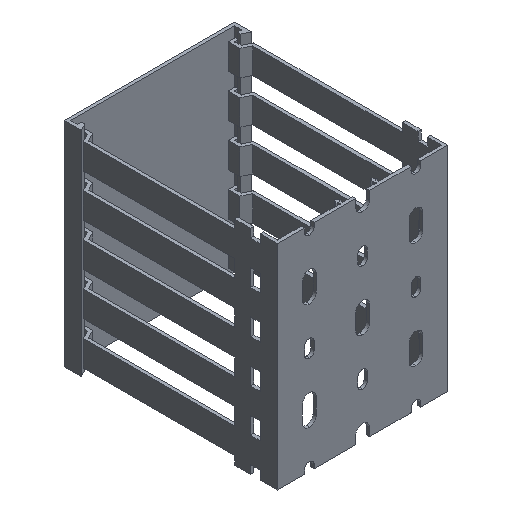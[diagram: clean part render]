
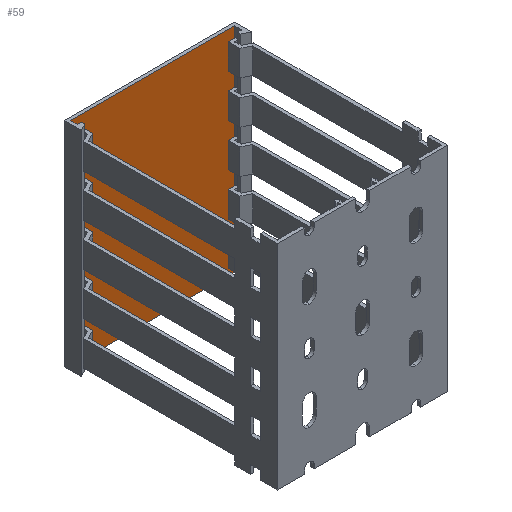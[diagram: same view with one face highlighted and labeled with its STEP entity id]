
A CAD part, isometric view. The second image highlights one B-rep face of the part: STEP entity #59.
In plain terms, the highlighted planar face has unit normal (0, -1, 0).
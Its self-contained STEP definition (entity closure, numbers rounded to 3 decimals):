
#59 = ADVANCED_FACE ( 'NONE', ( #4952 ), #2334, .T. ) ;
#78 = VECTOR ( 'NONE', #1137, 1000. ) ;
#315 = DIRECTION ( 'NONE',  ( 0., 0., -1. ) ) ;
#317 = VERTEX_POINT ( 'NONE', #8171 ) ;
#597 = LINE ( 'NONE', #2486, #78 ) ;
#953 = EDGE_CURVE ( 'NONE', #1303, #2163, #3179, .T. ) ;
#1123 = CARTESIAN_POINT ( 'NONE',  ( 38.5, 98.5, -100. ) ) ;
#1137 = DIRECTION ( 'NONE',  ( -1., 0., 0. ) ) ;
#1250 = CARTESIAN_POINT ( 'NONE',  ( 38.5, 98.5, -100. ) ) ;
#1291 = VERTEX_POINT ( 'NONE', #1250 ) ;
#1303 = VERTEX_POINT ( 'NONE', #4511 ) ;
#1332 = EDGE_CURVE ( 'NONE', #1291, #317, #3736, .T. ) ;
#2163 = VERTEX_POINT ( 'NONE', #5805 ) ;
#2180 = EDGE_CURVE ( 'NONE', #317, #2163, #597, .T. ) ;
#2334 = PLANE ( 'NONE',  #7544 ) ;
#2486 = CARTESIAN_POINT ( 'NONE',  ( -35., 98.5, 0. ) ) ;
#2519 = DIRECTION ( 'NONE',  ( 0., 0., 1. ) ) ;
#3179 = LINE ( 'NONE', #5842, #3795 ) ;
#3614 = LINE ( 'NONE', #4310, #6912 ) ;
#3736 = LINE ( 'NONE', #1123, #5342 ) ;
#3795 = VECTOR ( 'NONE', #2519, 1000. ) ;
#4310 = CARTESIAN_POINT ( 'NONE',  ( -35., 98.5, -100. ) ) ;
#4511 = CARTESIAN_POINT ( 'NONE',  ( -38.5, 98.5, -100. ) ) ;
#4633 = EDGE_LOOP ( 'NONE', ( #6947, #5464, #6271, #4883 ) ) ;
#4883 = ORIENTED_EDGE ( 'NONE', *, *, #953, .F. ) ;
#4952 = FACE_OUTER_BOUND ( 'NONE', #4633, .T. ) ;
#5274 = EDGE_CURVE ( 'NONE', #1291, #1303, #3614, .T. ) ;
#5342 = VECTOR ( 'NONE', #5786, 1000. ) ;
#5464 = ORIENTED_EDGE ( 'NONE', *, *, #1332, .T. ) ;
#5786 = DIRECTION ( 'NONE',  ( 0., 0., 1. ) ) ;
#5805 = CARTESIAN_POINT ( 'NONE',  ( -38.5, 98.5, 0. ) ) ;
#5842 = CARTESIAN_POINT ( 'NONE',  ( -38.5, 98.5, -100. ) ) ;
#6069 = DIRECTION ( 'NONE',  ( -1., 0., 0. ) ) ;
#6271 = ORIENTED_EDGE ( 'NONE', *, *, #2180, .T. ) ;
#6299 = DIRECTION ( 'NONE',  ( 0., -1., 0. ) ) ;
#6912 = VECTOR ( 'NONE', #6069, 1000. ) ;
#6947 = ORIENTED_EDGE ( 'NONE', *, *, #5274, .F. ) ;
#7544 = AXIS2_PLACEMENT_3D ( 'NONE', #7602, #6299, #315 ) ;
#7602 = CARTESIAN_POINT ( 'NONE',  ( -108.5, 98.5, -100. ) ) ;
#8171 = CARTESIAN_POINT ( 'NONE',  ( 38.5, 98.5, 0. ) ) ;
